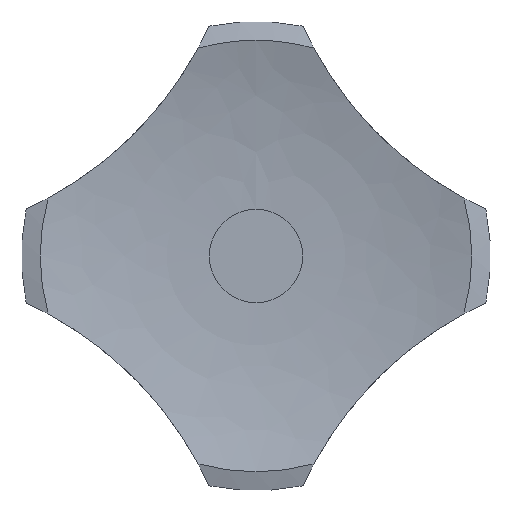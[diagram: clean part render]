
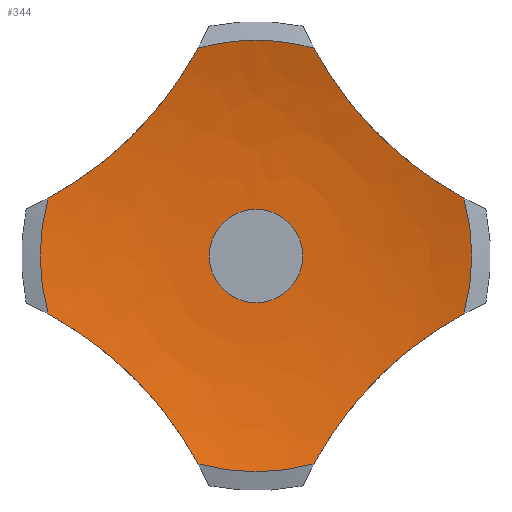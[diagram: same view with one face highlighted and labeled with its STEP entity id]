
A CAD part, front view. The second image highlights one B-rep face of the part: STEP entity #344.
In plain terms, the highlighted free-form (B-spline) face has degree [2, 2] with [3, 9] control points.
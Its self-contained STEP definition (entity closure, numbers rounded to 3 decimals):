
#58=FACE_OUTER_BOUND('',#78,.T.);
#78=EDGE_LOOP('',(#304,#305,#306,#307,#308,#309,#310,#311,#312,#313,#314,
#315));
#94=B_SPLINE_CURVE_WITH_KNOTS('',3,(#703,#704,#705,#706,#707,#708,#709,
#710,#711,#712),.UNSPECIFIED.,.F.,.F.,(4,2,2,2,4),(7.52,7.64,
7.856,8.05,8.105),.UNSPECIFIED.);
#97=B_SPLINE_CURVE_WITH_KNOTS('',3,(#758,#759,#760,#761,#762,#763,#764,
#765,#766,#767),.UNSPECIFIED.,.F.,.F.,(4,2,2,2,4),(7.52,7.64,
7.856,8.05,8.105),.UNSPECIFIED.);
#100=B_SPLINE_CURVE_WITH_KNOTS('',3,(#792,#793,#794,#795,#796,#797,#798,
#799,#800,#801),.UNSPECIFIED.,.F.,.F.,(4,2,2,2,4),(7.52,7.64,
7.856,8.05,8.105),.UNSPECIFIED.);
#104=B_SPLINE_CURVE_WITH_KNOTS('',3,(#874,#875,#876,#877,#878,#879,#880,
#881,#882,#883),.UNSPECIFIED.,.F.,.F.,(4,2,2,2,4),(7.52,7.64,
7.856,8.05,8.105),.UNSPECIFIED.);
#120=CIRCLE('',#397,4.626);
#121=CIRCLE('',#399,4.626);
#122=CIRCLE('',#401,4.626);
#123=CIRCLE('',#403,4.626);
#124=CIRCLE('',#404,4.626);
#125=CIRCLE('',#405,1.);
#126=CIRCLE('',#406,13.294);
#146=VERTEX_POINT('',#691);
#147=VERTEX_POINT('',#702);
#155=VERTEX_POINT('',#746);
#156=VERTEX_POINT('',#757);
#157=VERTEX_POINT('',#780);
#158=VERTEX_POINT('',#791);
#159=VERTEX_POINT('',#815);
#160=VERTEX_POINT('',#828);
#161=VERTEX_POINT('',#841);
#162=VERTEX_POINT('',#871);
#188=EDGE_CURVE('',#147,#146,#94,.T.);
#202=EDGE_CURVE('',#156,#155,#97,.T.);
#205=EDGE_CURVE('',#158,#157,#100,.T.);
#207=EDGE_CURVE('',#155,#158,#120,.T.);
#208=EDGE_CURVE('',#156,#159,#121,.T.);
#210=EDGE_CURVE('',#160,#146,#122,.T.);
#212=EDGE_CURVE('',#161,#147,#123,.T.);
#213=EDGE_CURVE('',#157,#161,#124,.T.);
#214=EDGE_CURVE('',#162,#162,#125,.T.);
#215=EDGE_CURVE('',#162,#161,#126,.T.);
#216=EDGE_CURVE('',#160,#159,#104,.T.);
#304=ORIENTED_EDGE('',*,*,#214,.F.);
#305=ORIENTED_EDGE('',*,*,#215,.T.);
#306=ORIENTED_EDGE('',*,*,#212,.T.);
#307=ORIENTED_EDGE('',*,*,#188,.T.);
#308=ORIENTED_EDGE('',*,*,#210,.F.);
#309=ORIENTED_EDGE('',*,*,#216,.T.);
#310=ORIENTED_EDGE('',*,*,#208,.F.);
#311=ORIENTED_EDGE('',*,*,#202,.T.);
#312=ORIENTED_EDGE('',*,*,#207,.T.);
#313=ORIENTED_EDGE('',*,*,#205,.T.);
#314=ORIENTED_EDGE('',*,*,#213,.T.);
#315=ORIENTED_EDGE('',*,*,#215,.F.);
#326=(
BOUNDED_SURFACE()
B_SPLINE_SURFACE(2,2,((#844,#845,#846,#847,#848,#849,#850,#851,#852),(#853,
#854,#855,#856,#857,#858,#859,#860,#861),(#862,#863,#864,#865,#866,#867,
#868,#869,#870)),.UNSPECIFIED.,.F.,.T.,.F.)
B_SPLINE_SURFACE_WITH_KNOTS((3,3),(3,2,2,2,3),(-1.571,-1.295),
(-3.142,-1.571,0.,1.571,3.142),
 .UNSPECIFIED.)
GEOMETRIC_REPRESENTATION_ITEM()
RATIONAL_B_SPLINE_SURFACE(((1.,0.707,1.,0.707,1.,
0.707,1.,0.707,1.),(0.99,0.7,
0.99,0.7,0.99,0.7,
0.99,0.7,0.99),(1.,0.707,
1.,0.707,1.,0.707,1.,0.707,1.)))
REPRESENTATION_ITEM('')
SURFACE()
);
#344=ADVANCED_FACE('',(#58),#326,.T.);
#397=AXIS2_PLACEMENT_3D('',#813,#483,#484);
#399=AXIS2_PLACEMENT_3D('',#816,#487,#488);
#401=AXIS2_PLACEMENT_3D('',#829,#491,#492);
#403=AXIS2_PLACEMENT_3D('',#842,#495,#496);
#404=AXIS2_PLACEMENT_3D('',#843,#497,#498);
#405=AXIS2_PLACEMENT_3D('',#872,#499,#500);
#406=AXIS2_PLACEMENT_3D('',#873,#501,#502);
#483=DIRECTION('center_axis',(0.,-1.,0.));
#484=DIRECTION('ref_axis',(0.963,0.,-0.269));
#487=DIRECTION('center_axis',(0.,1.,0.));
#488=DIRECTION('ref_axis',(0.,0.,-1.));
#491=DIRECTION('center_axis',(0.,1.,0.));
#492=DIRECTION('ref_axis',(-0.963,0.,-0.269));
#495=DIRECTION('center_axis',(0.,-1.,0.));
#496=DIRECTION('ref_axis',(0.269,0.,0.963));
#497=DIRECTION('center_axis',(0.,-1.,0.));
#498=DIRECTION('ref_axis',(0.269,0.,0.963));
#499=DIRECTION('center_axis',(0.,-1.,0.));
#500=DIRECTION('ref_axis',(0.,0.,-1.));
#501=DIRECTION('center_axis',(1.,0.,0.));
#502=DIRECTION('ref_axis',(0.,0.,1.));
#691=CARTESIAN_POINT('',(-4.456,-0.114,1.244));
#702=CARTESIAN_POINT('',(-1.244,-0.114,4.456));
#703=CARTESIAN_POINT('Ctrl Pts',(-1.244,-0.114,4.456));
#704=CARTESIAN_POINT('Ctrl Pts',(-1.396,-0.049,
4.176));
#705=CARTESIAN_POINT('Ctrl Pts',(-1.564,0.,
3.906));
#706=CARTESIAN_POINT('Ctrl Pts',(-2.082,0.103,3.177));
#707=CARTESIAN_POINT('Ctrl Pts',(-2.465,0.124,2.744));
#708=CARTESIAN_POINT('Ctrl Pts',(-3.264,0.091,2.017));
#709=CARTESIAN_POINT('Ctrl Pts',(-3.67,0.044,1.713));
#710=CARTESIAN_POINT('Ctrl Pts',(-4.214,-0.06,
1.38));
#711=CARTESIAN_POINT('Ctrl Pts',(-4.334,-0.086,
1.31));
#712=CARTESIAN_POINT('Ctrl Pts',(-4.456,-0.114,1.244));
#746=CARTESIAN_POINT('',(4.456,-0.114,-1.244));
#757=CARTESIAN_POINT('',(1.244,-0.114,-4.456));
#758=CARTESIAN_POINT('Ctrl Pts',(1.244,-0.114,-4.456));
#759=CARTESIAN_POINT('Ctrl Pts',(1.396,-0.049,-4.176));
#760=CARTESIAN_POINT('Ctrl Pts',(1.564,0.,
-3.906));
#761=CARTESIAN_POINT('Ctrl Pts',(2.082,0.103,-3.177));
#762=CARTESIAN_POINT('Ctrl Pts',(2.465,0.124,-2.744));
#763=CARTESIAN_POINT('Ctrl Pts',(3.264,0.091,-2.017));
#764=CARTESIAN_POINT('Ctrl Pts',(3.67,0.044,-1.713));
#765=CARTESIAN_POINT('Ctrl Pts',(4.214,-0.06,-1.38));
#766=CARTESIAN_POINT('Ctrl Pts',(4.334,-0.086,-1.31));
#767=CARTESIAN_POINT('Ctrl Pts',(4.456,-0.114,-1.244));
#780=CARTESIAN_POINT('',(1.244,-0.114,4.456));
#791=CARTESIAN_POINT('',(4.456,-0.114,1.244));
#792=CARTESIAN_POINT('Ctrl Pts',(4.456,-0.114,1.244));
#793=CARTESIAN_POINT('Ctrl Pts',(4.176,-0.049,1.396));
#794=CARTESIAN_POINT('Ctrl Pts',(3.906,0.,
1.564));
#795=CARTESIAN_POINT('Ctrl Pts',(3.177,0.103,2.082));
#796=CARTESIAN_POINT('Ctrl Pts',(2.744,0.124,2.465));
#797=CARTESIAN_POINT('Ctrl Pts',(2.017,0.091,3.264));
#798=CARTESIAN_POINT('Ctrl Pts',(1.713,0.044,3.67));
#799=CARTESIAN_POINT('Ctrl Pts',(1.38,-0.06,4.214));
#800=CARTESIAN_POINT('Ctrl Pts',(1.31,-0.086,4.334));
#801=CARTESIAN_POINT('Ctrl Pts',(1.244,-0.114,4.456));
#813=CARTESIAN_POINT('Origin',(0.,-0.114,0.));
#815=CARTESIAN_POINT('',(-1.244,-0.114,-4.456));
#816=CARTESIAN_POINT('Origin',(0.,-0.114,0.));
#828=CARTESIAN_POINT('',(-4.456,-0.114,-1.244));
#829=CARTESIAN_POINT('Origin',(0.,-0.114,0.));
#841=CARTESIAN_POINT('',(0.,-0.114,4.626));
#842=CARTESIAN_POINT('Origin',(0.,-0.114,0.));
#843=CARTESIAN_POINT('Origin',(0.,-0.114,0.));
#844=CARTESIAN_POINT('Ctrl Pts',(0.,0.39,
1.));
#845=CARTESIAN_POINT('Ctrl Pts',(-1.,0.39,1.));
#846=CARTESIAN_POINT('Ctrl Pts',(-1.,0.39,0.));
#847=CARTESIAN_POINT('Ctrl Pts',(-1.,0.39,-1.));
#848=CARTESIAN_POINT('Ctrl Pts',(0.,0.39,
-1.));
#849=CARTESIAN_POINT('Ctrl Pts',(1.,0.39,-1.));
#850=CARTESIAN_POINT('Ctrl Pts',(1.,0.39,0.));
#851=CARTESIAN_POINT('Ctrl Pts',(1.,0.39,1.));
#852=CARTESIAN_POINT('Ctrl Pts',(0.,0.39,
1.));
#853=CARTESIAN_POINT('Ctrl Pts',(0.,0.39,
2.848));
#854=CARTESIAN_POINT('Ctrl Pts',(-2.848,0.39,2.848));
#855=CARTESIAN_POINT('Ctrl Pts',(-2.848,0.39,0.));
#856=CARTESIAN_POINT('Ctrl Pts',(-2.848,0.39,-2.848));
#857=CARTESIAN_POINT('Ctrl Pts',(0.,0.39,
-2.848));
#858=CARTESIAN_POINT('Ctrl Pts',(2.848,0.39,-2.848));
#859=CARTESIAN_POINT('Ctrl Pts',(2.848,0.39,0.));
#860=CARTESIAN_POINT('Ctrl Pts',(2.848,0.39,2.848));
#861=CARTESIAN_POINT('Ctrl Pts',(0.,0.39,
2.848));
#862=CARTESIAN_POINT('Ctrl Pts',(0.,-0.114,
4.626));
#863=CARTESIAN_POINT('Ctrl Pts',(-4.626,-0.114,4.626));
#864=CARTESIAN_POINT('Ctrl Pts',(-4.626,-0.114,0.));
#865=CARTESIAN_POINT('Ctrl Pts',(-4.626,-0.114,-4.626));
#866=CARTESIAN_POINT('Ctrl Pts',(0.,-0.114,
-4.626));
#867=CARTESIAN_POINT('Ctrl Pts',(4.626,-0.114,-4.626));
#868=CARTESIAN_POINT('Ctrl Pts',(4.626,-0.114,0.));
#869=CARTESIAN_POINT('Ctrl Pts',(4.626,-0.114,4.626));
#870=CARTESIAN_POINT('Ctrl Pts',(0.,-0.114,
4.626));
#871=CARTESIAN_POINT('',(0.,0.39,1.));
#872=CARTESIAN_POINT('Origin',(0.,0.39,0.));
#873=CARTESIAN_POINT('Origin',(0.,-12.904,1.));
#874=CARTESIAN_POINT('Ctrl Pts',(-4.456,-0.114,-1.244));
#875=CARTESIAN_POINT('Ctrl Pts',(-4.176,-0.049,
-1.396));
#876=CARTESIAN_POINT('Ctrl Pts',(-3.906,0.,
-1.564));
#877=CARTESIAN_POINT('Ctrl Pts',(-3.177,0.103,-2.082));
#878=CARTESIAN_POINT('Ctrl Pts',(-2.744,0.124,-2.465));
#879=CARTESIAN_POINT('Ctrl Pts',(-2.017,0.091,-3.264));
#880=CARTESIAN_POINT('Ctrl Pts',(-1.713,0.044,-3.67));
#881=CARTESIAN_POINT('Ctrl Pts',(-1.38,-0.06,-4.214));
#882=CARTESIAN_POINT('Ctrl Pts',(-1.31,-0.086,-4.334));
#883=CARTESIAN_POINT('Ctrl Pts',(-1.244,-0.114,-4.456));
